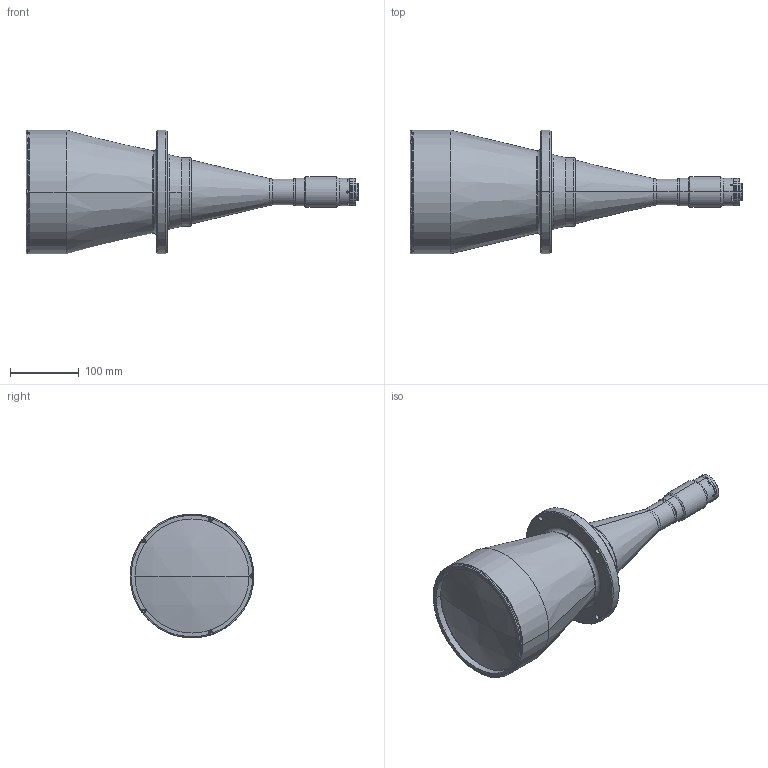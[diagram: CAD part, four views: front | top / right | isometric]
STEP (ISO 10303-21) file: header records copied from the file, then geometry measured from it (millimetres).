
FILE_DESCRIPTION (( 'STEP AP203' ), '1' );
FILE_NAME ('DP71444_TC4MHR120-C.step', '2021-10-06T08:07:36', ( '' ), ( '' ), 'SwSTEP 2.0', 'SolidWorks 2021', '' );
FILE_SCHEMA (( 'CONFIG_CONTROL_DESIGN' ));
Length unit declared in the file: millimetre
Products named in the file (1): DP71444_TC4MHR120-C
Bounding box: 482.7 x 180 x 180 mm (x, y, z)
Surface area: 232709.2 mm2 (no closed solid volume)
Topology: 0 solids, 21 shells, 209 faces, 604 edges, 415 vertices
Faces by surface type: plane 76, cylinder 74, torus 29, cone 28, sphere 2
Entity records: 7274 total; most frequent: CARTESIAN_POINT 1511, DIRECTION 1294, ORIENTED_EDGE 1017, EDGE_CURVE 604, AXIS2_PLACEMENT_3D 508, VERTEX_POINT 415, CIRCLE 298, LINE 278
